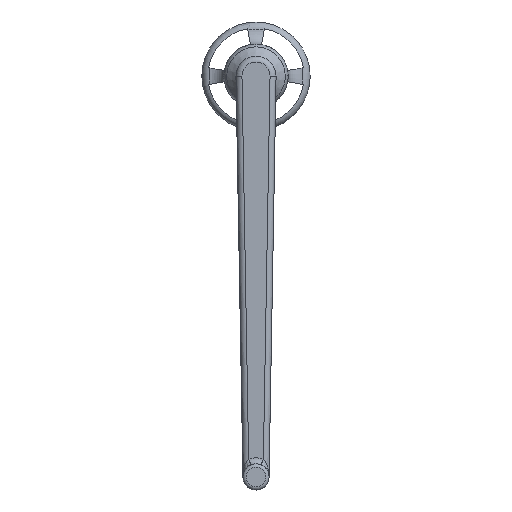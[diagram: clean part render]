
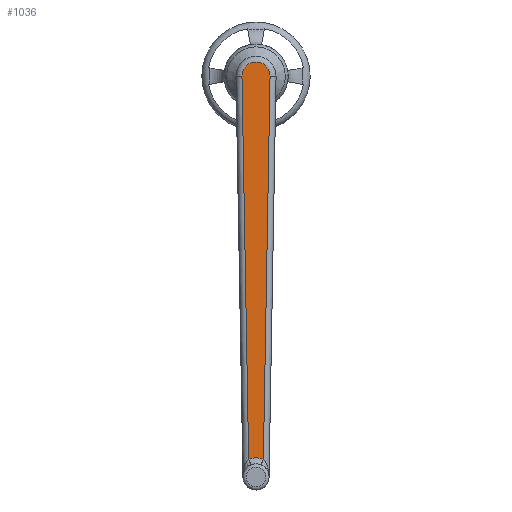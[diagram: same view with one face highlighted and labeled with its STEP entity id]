
A CAD part, front view. The second image highlights one B-rep face of the part: STEP entity #1036.
In plain terms, the highlighted planar face has unit normal (0, -1, 0).
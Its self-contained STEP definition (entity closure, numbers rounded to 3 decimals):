
#30=PLANE('',#1145);
#71=CIRCLE('',#1118,2.378);
#89=CIRCLE('',#1144,1.75);
#178=FACE_OUTER_BOUND('',#239,.T.);
#239=EDGE_LOOP('',(#792,#793,#794,#795));
#317=LINE('',#1905,#371);
#325=LINE('',#2014,#379);
#371=VECTOR('',#1332,10.);
#379=VECTOR('',#1374,10.);
#444=VERTEX_POINT('',#1780);
#447=VERTEX_POINT('',#1805);
#452=VERTEX_POINT('',#1904);
#468=VERTEX_POINT('',#1979);
#559=EDGE_CURVE('',#447,#444,#71,.T.);
#568=EDGE_CURVE('',#444,#452,#317,.T.);
#590=EDGE_CURVE('',#468,#447,#325,.T.);
#592=EDGE_CURVE('',#452,#468,#89,.T.);
#792=ORIENTED_EDGE('',*,*,#559,.F.);
#793=ORIENTED_EDGE('',*,*,#590,.F.);
#794=ORIENTED_EDGE('',*,*,#592,.F.);
#795=ORIENTED_EDGE('',*,*,#568,.F.);
#1036=ADVANCED_FACE('',(#178),#30,.T.);
#1118=AXIS2_PLACEMENT_3D('',#1807,#1316,#1317);
#1144=AXIS2_PLACEMENT_3D('',#2017,#1379,#1380);
#1145=AXIS2_PLACEMENT_3D('',#2018,#1381,#1382);
#1316=DIRECTION('center_axis',(0.,-1.,0.));
#1317=DIRECTION('ref_axis',(0.,0.,1.));
#1332=DIRECTION('',(-0.017,0.,1.));
#1374=DIRECTION('',(-0.017,0.,-1.));
#1379=DIRECTION('center_axis',(0.,1.,0.));
#1380=DIRECTION('ref_axis',(0.,0.,1.));
#1381=DIRECTION('center_axis',(0.,-1.,0.));
#1382=DIRECTION('ref_axis',(0.,0.,-1.));
#1780=CARTESIAN_POINT('',(-0.916,-55.,-47.77));
#1805=CARTESIAN_POINT('',(0.916,-55.,-47.77));
#1807=CARTESIAN_POINT('Origin',(0.,-55.,-49.964));
#1904=CARTESIAN_POINT('',(-1.75,-55.,0.007));
#1905=CARTESIAN_POINT('',(-1.536,-55.,-12.278));
#1979=CARTESIAN_POINT('',(1.75,-55.,0.007));
#2014=CARTESIAN_POINT('',(1.099,-55.,-37.274));
#2017=CARTESIAN_POINT('Origin',(0.,-55.,0.));
#2018=CARTESIAN_POINT('Origin',(0.,-55.,-24.546));
